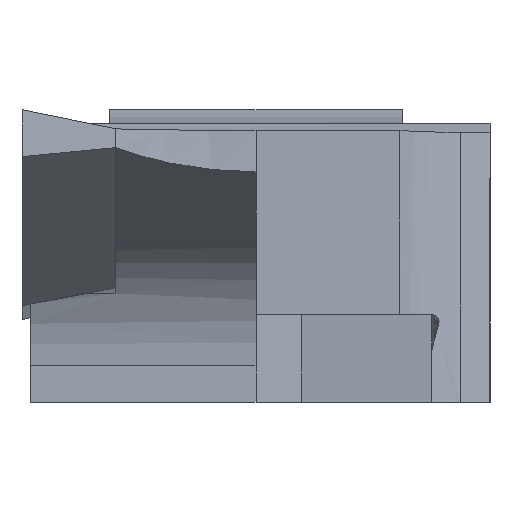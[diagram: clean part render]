
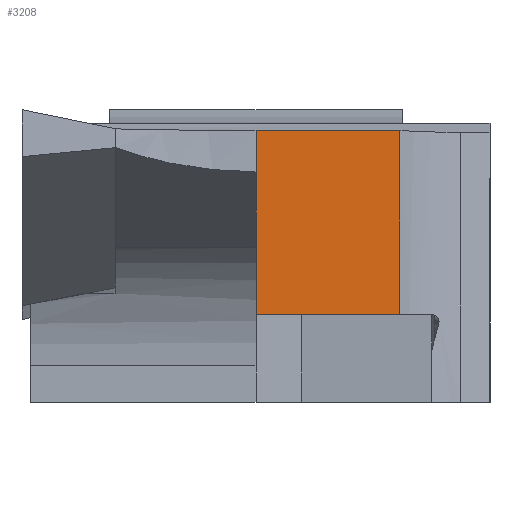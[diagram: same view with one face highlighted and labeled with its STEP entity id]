
A CAD part, left-side view. The second image highlights one B-rep face of the part: STEP entity #3208.
In plain terms, the highlighted planar face has unit normal (-1, 0, 0).
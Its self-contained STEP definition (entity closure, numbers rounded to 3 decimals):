
#1 = PLANE ( 'NONE',  #479 ) ;
#46 = VERTEX_POINT ( 'NONE', #2300 ) ;
#71 = VECTOR ( 'NONE', #2092, 1000. ) ;
#82 = LINE ( 'NONE', #1455, #71 ) ;
#143 = EDGE_LOOP ( 'NONE', ( #545, #2333, #368, #2715, #2885, #2143 ) ) ;
#156 = FACE_OUTER_BOUND ( 'NONE', #143, .T. ) ;
#368 = ORIENTED_EDGE ( 'NONE', *, *, #3245, .T. ) ;
#396 = EDGE_CURVE ( 'NONE', #2576, #2344, #1594, .T. ) ;
#422 = CARTESIAN_POINT ( 'NONE',  ( -98.3, -4.92, 4.29 ) ) ;
#461 = CARTESIAN_POINT ( 'NONE',  ( -98.3, 0., 2.878 ) ) ;
#479 = AXIS2_PLACEMENT_3D ( 'NONE', #1477, #1259, #2263 ) ;
#543 = DIRECTION ( 'NONE',  ( 0., 0., -1. ) ) ;
#545 = ORIENTED_EDGE ( 'NONE', *, *, #1875, .T. ) ;
#800 = LINE ( 'NONE', #1933, #1444 ) ;
#802 = DIRECTION ( 'NONE',  ( 0., 1., 0. ) ) ;
#864 = CARTESIAN_POINT ( 'NONE',  ( -98.3, 0., -2. ) ) ;
#1147 = VECTOR ( 'NONE', #3165, 1000. ) ;
#1248 = CARTESIAN_POINT ( 'NONE',  ( -98.3, -4.55, -2. ) ) ;
#1259 = DIRECTION ( 'NONE',  ( 1., 0., 0. ) ) ;
#1277 = VERTEX_POINT ( 'NONE', #864 ) ;
#1444 = VECTOR ( 'NONE', #543, 1000. ) ;
#1455 = CARTESIAN_POINT ( 'NONE',  ( -98.3, -4.92, 141.014 ) ) ;
#1477 = CARTESIAN_POINT ( 'NONE',  ( -98.3, 0., 5. ) ) ;
#1594 = LINE ( 'NONE', #2958, #2667 ) ;
#1650 = VERTEX_POINT ( 'NONE', #1656 ) ;
#1656 = CARTESIAN_POINT ( 'NONE',  ( -98.3, -4.92, -2. ) ) ;
#1821 = LINE ( 'NONE', #1248, #3161 ) ;
#1824 = CARTESIAN_POINT ( 'NONE',  ( -98.3, 0., 0. ) ) ;
#1858 = LINE ( 'NONE', #2684, #1147 ) ;
#1875 = EDGE_CURVE ( 'NONE', #1650, #2344, #82, .T. ) ;
#1890 = EDGE_CURVE ( 'NONE', #2889, #1277, #2718, .T. ) ;
#1929 = DIRECTION ( 'NONE',  ( 0., -1., 0. ) ) ;
#1933 = CARTESIAN_POINT ( 'NONE',  ( -98.3, 0., 5. ) ) ;
#2092 = DIRECTION ( 'NONE',  ( 0., 0., 1. ) ) ;
#2116 = EDGE_CURVE ( 'NONE', #46, #1277, #1821, .T. ) ;
#2143 = ORIENTED_EDGE ( 'NONE', *, *, #2531, .F. ) ;
#2263 = DIRECTION ( 'NONE',  ( 0., 0., -1. ) ) ;
#2300 = CARTESIAN_POINT ( 'NONE',  ( -98.3, -4.912, -2. ) ) ;
#2333 = ORIENTED_EDGE ( 'NONE', *, *, #396, .F. ) ;
#2344 = VERTEX_POINT ( 'NONE', #422 ) ;
#2355 = VECTOR ( 'NONE', #3233, 1000. ) ;
#2531 = EDGE_CURVE ( 'NONE', #1650, #46, #1858, .T. ) ;
#2576 = VERTEX_POINT ( 'NONE', #3108 ) ;
#2667 = VECTOR ( 'NONE', #1929, 1000. ) ;
#2684 = CARTESIAN_POINT ( 'NONE',  ( -98.3, -4.55, -2. ) ) ;
#2715 = ORIENTED_EDGE ( 'NONE', *, *, #1890, .T. ) ;
#2718 = LINE ( 'NONE', #1824, #2355 ) ;
#2885 = ORIENTED_EDGE ( 'NONE', *, *, #2116, .F. ) ;
#2889 = VERTEX_POINT ( 'NONE', #461 ) ;
#2958 = CARTESIAN_POINT ( 'NONE',  ( -98.3, -178.755, 4.29 ) ) ;
#3108 = CARTESIAN_POINT ( 'NONE',  ( -98.3, 0., 4.29 ) ) ;
#3161 = VECTOR ( 'NONE', #802, 1000. ) ;
#3165 = DIRECTION ( 'NONE',  ( 0., 1., 0. ) ) ;
#3208 = ADVANCED_FACE ( 'NONE', ( #156 ), #1, .F. ) ;
#3233 = DIRECTION ( 'NONE',  ( 0., 0., -1. ) ) ;
#3245 = EDGE_CURVE ( 'NONE', #2576, #2889, #800, .T. ) ;
